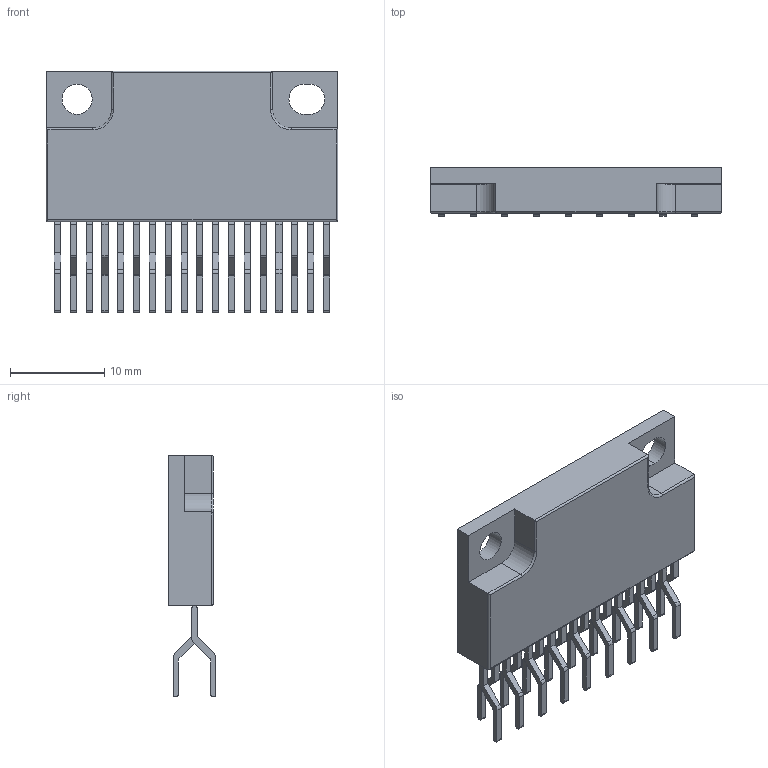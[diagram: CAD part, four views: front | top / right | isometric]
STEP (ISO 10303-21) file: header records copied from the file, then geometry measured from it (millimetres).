
FILE_DESCRIPTION(/* description */ ('model of SLA704XM'),/* implementation_level */ '2;1');
FILE_NAME(/* name */ 'SLA704XM.step',/* time_stamp */ '2020-01-11T11:12:37',/* author */ ('kicad StepUp','ksu'),/* organization */ ('FreeCAD'),/* preprocessor_version */ 'OCC',/* originating_system */ 'kicad StepUp',/* authorisation */ '');
FILE_SCHEMA(('AUTOMOTIVE_DESIGN { 1 0 10303 214 1 1 1 1 }'));
Length unit declared in the file: millimetre
Products named in the file (1): SLA704XM
Bounding box: 31 x 5.08 x 25.7 mm (x, y, z)
Volume: 2164.8 mm3; surface area: 1900.9 mm2
Topology: 1 solids, 1 shells, 317 faces, 882 edges, 585 vertices
Faces by surface type: plane 176, cylinder 139, torus 2
Full cylindrical faces by diameter (mm): 3.2 x1
Entity records: 12439 total; most frequent: DIRECTION 1793, CARTESIAN_POINT 1785, ORIENTED_EDGE 1764, EDGE_CURVE 882, LINE 607, VECTOR 607, AXIS2_PLACEMENT_3D 593, VERTEX_POINT 585
